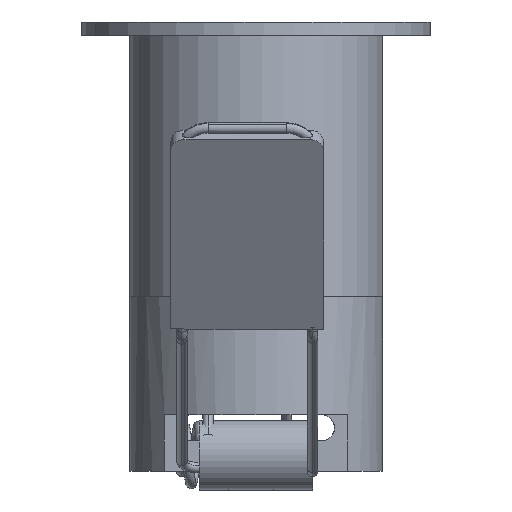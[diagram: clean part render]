
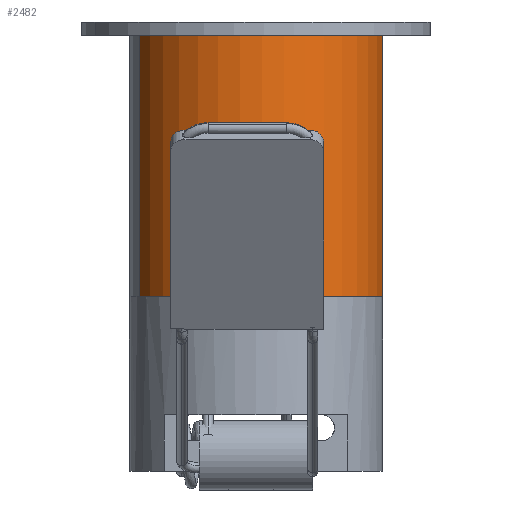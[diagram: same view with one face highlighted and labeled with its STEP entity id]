
A CAD part, front view. The second image highlights one B-rep face of the part: STEP entity #2482.
In plain terms, the highlighted cylindrical face has radius 14.5 mm (diameter 29 mm), a partial arc.
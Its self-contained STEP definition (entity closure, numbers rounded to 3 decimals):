
#107 = CARTESIAN_POINT ( 'NONE',  ( 14.5, 0., 31.5 ) ) ;
#389 = CARTESIAN_POINT ( 'NONE',  ( 0., 0., 31.5 ) ) ;
#623 = VECTOR ( 'NONE', #2799, 1000. ) ;
#718 = EDGE_CURVE ( 'NONE', #3528, #4627, #5648, .T. ) ;
#742 = CARTESIAN_POINT ( 'NONE',  ( -14.5, 0., 31.5 ) ) ;
#940 = ORIENTED_EDGE ( 'NONE', *, *, #718, .T. ) ;
#1399 = AXIS2_PLACEMENT_3D ( 'NONE', #6786, #1428, #2498 ) ;
#1428 = DIRECTION ( 'NONE',  ( 0., 0., 1. ) ) ;
#2132 = VERTEX_POINT ( 'NONE', #742 ) ;
#2482 = ADVANCED_FACE ( 'NONE', ( #4176 ), #4439, .T. ) ;
#2483 = VERTEX_POINT ( 'NONE', #4328 ) ;
#2498 = DIRECTION ( 'NONE',  ( 1., 0., 0. ) ) ;
#2515 = DIRECTION ( 'NONE',  ( 1., 0., 0. ) ) ;
#2516 = DIRECTION ( 'NONE',  ( -1., 0., 0. ) ) ;
#2590 = AXIS2_PLACEMENT_3D ( 'NONE', #389, #5239, #2515 ) ;
#2799 = DIRECTION ( 'NONE',  ( 0., 0., -1. ) ) ;
#3045 = CARTESIAN_POINT ( 'NONE',  ( 0., 0., 31.5 ) ) ;
#3528 = VERTEX_POINT ( 'NONE', #3893 ) ;
#3577 = CARTESIAN_POINT ( 'NONE',  ( 14.5, 0., 1.5 ) ) ;
#3893 = CARTESIAN_POINT ( 'NONE',  ( -14.5, 0., 1.5 ) ) ;
#4129 = ORIENTED_EDGE ( 'NONE', *, *, #5040, .T. ) ;
#4176 = FACE_OUTER_BOUND ( 'NONE', #6067, .T. ) ;
#4328 = CARTESIAN_POINT ( 'NONE',  ( 14.5, 0., 31.5 ) ) ;
#4439 = CYLINDRICAL_SURFACE ( 'NONE', #6034, 14.5 ) ;
#4512 = ORIENTED_EDGE ( 'NONE', *, *, #6772, .F. ) ;
#4627 = VERTEX_POINT ( 'NONE', #3577 ) ;
#4849 = LINE ( 'NONE', #107, #5696 ) ;
#5040 = EDGE_CURVE ( 'NONE', #2132, #3528, #6066, .T. ) ;
#5239 = DIRECTION ( 'NONE',  ( 0., 0., 1. ) ) ;
#5364 = EDGE_CURVE ( 'NONE', #2132, #2483, #5807, .T. ) ;
#5648 = CIRCLE ( 'NONE', #1399, 14.5 ) ;
#5696 = VECTOR ( 'NONE', #6647, 1000. ) ;
#5807 = CIRCLE ( 'NONE', #2590, 14.5 ) ;
#6034 = AXIS2_PLACEMENT_3D ( 'NONE', #3045, #6375, #2516 ) ;
#6066 = LINE ( 'NONE', #6093, #623 ) ;
#6067 = EDGE_LOOP ( 'NONE', ( #4512, #6845, #4129, #940 ) ) ;
#6093 = CARTESIAN_POINT ( 'NONE',  ( -14.5, 0., 31.5 ) ) ;
#6375 = DIRECTION ( 'NONE',  ( 0., 0., -1. ) ) ;
#6647 = DIRECTION ( 'NONE',  ( 0., 0., -1. ) ) ;
#6772 = EDGE_CURVE ( 'NONE', #2483, #4627, #4849, .T. ) ;
#6786 = CARTESIAN_POINT ( 'NONE',  ( 0., 0., 1.5 ) ) ;
#6845 = ORIENTED_EDGE ( 'NONE', *, *, #5364, .F. ) ;
